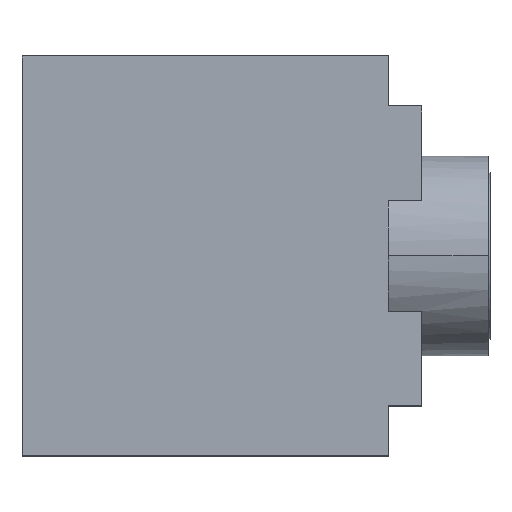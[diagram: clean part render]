
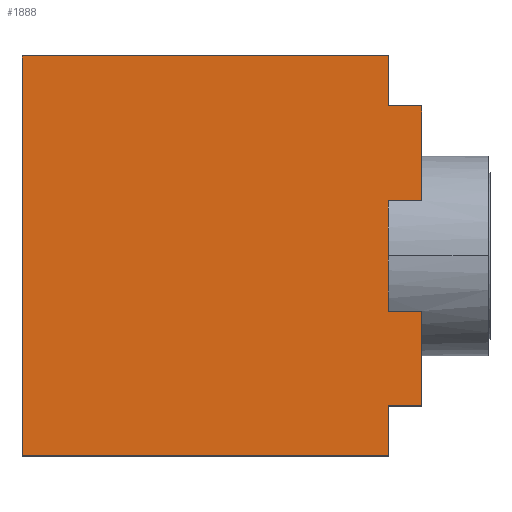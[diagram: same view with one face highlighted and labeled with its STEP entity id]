
A CAD part, top view. The second image highlights one B-rep face of the part: STEP entity #1888.
In plain terms, the highlighted planar face has unit normal (0, 0, 1).
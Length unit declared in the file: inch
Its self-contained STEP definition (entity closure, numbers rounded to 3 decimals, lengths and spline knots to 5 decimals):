
#20 = VERTEX_POINT ( 'NONE', #2066 ) ;
#56 = DIRECTION ( 'NONE',  ( 0., -1., 0. ) ) ;
#71 = VERTEX_POINT ( 'NONE', #801 ) ;
#115 = DIRECTION ( 'NONE',  ( 0., -1., 0. ) ) ;
#130 = VECTOR ( 'NONE', #2037, 39.37008 ) ;
#140 = VECTOR ( 'NONE', #965, 39.37008 ) ;
#215 = EDGE_CURVE ( 'NONE', #71, #698, #1344, .T. ) ;
#220 = EDGE_CURVE ( 'NONE', #523, #1501, #2295, .T. ) ;
#294 = DIRECTION ( 'NONE',  ( 0., -1., 0. ) ) ;
#309 = LINE ( 'NONE', #747, #802 ) ;
#314 = DIRECTION ( 'NONE',  ( 0., -1., 0. ) ) ;
#331 = VECTOR ( 'NONE', #294, 39.37008 ) ;
#401 = VERTEX_POINT ( 'NONE', #2648 ) ;
#426 = PLANE ( 'NONE',  #1128 ) ;
#441 = EDGE_LOOP ( 'NONE', ( #486, #1327, #735, #2469, #533, #2536, #823, #1537, #2738, #1199, #1915, #2712 ) ) ;
#454 = VERTEX_POINT ( 'NONE', #2480 ) ;
#486 = ORIENTED_EDGE ( 'NONE', *, *, #904, .T. ) ;
#523 = VERTEX_POINT ( 'NONE', #2118 ) ;
#533 = ORIENTED_EDGE ( 'NONE', *, *, #1403, .F. ) ;
#552 = DIRECTION ( 'NONE',  ( 1., 0., 0. ) ) ;
#556 = VECTOR ( 'NONE', #716, 39.37008 ) ;
#562 = CARTESIAN_POINT ( 'NONE',  ( -0.07874, 0.17717, 0.09843 ) ) ;
#698 = VERTEX_POINT ( 'NONE', #1134 ) ;
#716 = DIRECTION ( 'NONE',  ( 1., 0., 0. ) ) ;
#728 = VERTEX_POINT ( 'NONE', #2532 ) ;
#735 = ORIENTED_EDGE ( 'NONE', *, *, #2696, .F. ) ;
#747 = CARTESIAN_POINT ( 'NONE',  ( -0.11811, 0.23622, 0.09843 ) ) ;
#801 = CARTESIAN_POINT ( 'NONE',  ( -0.55118, -0.23622, 0.09843 ) ) ;
#802 = VECTOR ( 'NONE', #552, 39.37008 ) ;
#823 = ORIENTED_EDGE ( 'NONE', *, *, #1629, .F. ) ;
#904 = EDGE_CURVE ( 'NONE', #728, #71, #1434, .T. ) ;
#914 = CARTESIAN_POINT ( 'NONE',  ( 0.33407, 0.06529, 0.09843 ) ) ;
#944 = CARTESIAN_POINT ( 'NONE',  ( -0.07874, -0.17717, 0.09843 ) ) ;
#953 = EDGE_CURVE ( 'NONE', #728, #1323, #309, .T. ) ;
#965 = DIRECTION ( 'NONE',  ( -1., 0., 0. ) ) ;
#1029 = VERTEX_POINT ( 'NONE', #1312 ) ;
#1080 = CARTESIAN_POINT ( 'NONE',  ( -0.07874, 0.06529, 0.09843 ) ) ;
#1094 = EDGE_CURVE ( 'NONE', #1164, #401, #2699, .T. ) ;
#1128 = AXIS2_PLACEMENT_3D ( 'NONE', #1329, #1585, #1551 ) ;
#1134 = CARTESIAN_POINT ( 'NONE',  ( -0.11811, -0.23622, 0.09843 ) ) ;
#1142 = CARTESIAN_POINT ( 'NONE',  ( -0.11811, -0.23622, 0.09843 ) ) ;
#1153 = CARTESIAN_POINT ( 'NONE',  ( -0.07874, 0.17717, 0.09843 ) ) ;
#1164 = VERTEX_POINT ( 'NONE', #2725 ) ;
#1176 = CARTESIAN_POINT ( 'NONE',  ( -0.07874, 0.17717, 0.09843 ) ) ;
#1199 = ORIENTED_EDGE ( 'NONE', *, *, #1094, .T. ) ;
#1204 = LINE ( 'NONE', #2324, #2269 ) ;
#1235 = CARTESIAN_POINT ( 'NONE',  ( -0.11811, 0.23622, 0.09843 ) ) ;
#1252 = DIRECTION ( 'NONE',  ( 0., -1., 0. ) ) ;
#1312 = CARTESIAN_POINT ( 'NONE',  ( -0.11811, -0.06529, 0.09843 ) ) ;
#1323 = VERTEX_POINT ( 'NONE', #2348 ) ;
#1327 = ORIENTED_EDGE ( 'NONE', *, *, #215, .T. ) ;
#1329 = CARTESIAN_POINT ( 'NONE',  ( -0.11811, 0.23622, 0.09843 ) ) ;
#1344 = LINE ( 'NONE', #1142, #1956 ) ;
#1403 = EDGE_CURVE ( 'NONE', #454, #523, #2555, .T. ) ;
#1411 = LINE ( 'NONE', #2314, #140 ) ;
#1434 = LINE ( 'NONE', #2152, #331 ) ;
#1501 = VERTEX_POINT ( 'NONE', #2580 ) ;
#1537 = ORIENTED_EDGE ( 'NONE', *, *, #2067, .T. ) ;
#1551 = DIRECTION ( 'NONE',  ( -1., 0., 0. ) ) ;
#1585 = DIRECTION ( 'NONE',  ( 0., 0., -1. ) ) ;
#1629 = EDGE_CURVE ( 'NONE', #20, #1029, #2390, .T. ) ;
#1630 = LINE ( 'NONE', #914, #556 ) ;
#1751 = EDGE_CURVE ( 'NONE', #454, #1029, #1411, .T. ) ;
#1846 = CARTESIAN_POINT ( 'NONE',  ( -0.11811, 0.23622, 0.09843 ) ) ;
#1888 = ADVANCED_FACE ( 'NONE', ( #2049 ), #426, .F. ) ;
#1915 = ORIENTED_EDGE ( 'NONE', *, *, #2455, .F. ) ;
#1923 = VECTOR ( 'NONE', #1252, 39.37008 ) ;
#1938 = VECTOR ( 'NONE', #56, 39.37008 ) ;
#1951 = VECTOR ( 'NONE', #115, 39.37008 ) ;
#1956 = VECTOR ( 'NONE', #2255, 39.37008 ) ;
#2033 = DIRECTION ( 'NONE',  ( -1., 0., 0. ) ) ;
#2037 = DIRECTION ( 'NONE',  ( -1., 0., 0. ) ) ;
#2049 = FACE_OUTER_BOUND ( 'NONE', #441, .T. ) ;
#2066 = CARTESIAN_POINT ( 'NONE',  ( -0.11811, 0.06529, 0.09843 ) ) ;
#2067 = EDGE_CURVE ( 'NONE', #20, #2397, #1630, .T. ) ;
#2118 = CARTESIAN_POINT ( 'NONE',  ( -0.07874, -0.17717, 0.09843 ) ) ;
#2119 = VECTOR ( 'NONE', #2033, 39.37008 ) ;
#2152 = CARTESIAN_POINT ( 'NONE',  ( -0.55118, 0.23622, 0.09843 ) ) ;
#2255 = DIRECTION ( 'NONE',  ( 1., 0., 0. ) ) ;
#2269 = VECTOR ( 'NONE', #314, 39.37008 ) ;
#2295 = LINE ( 'NONE', #944, #130 ) ;
#2314 = CARTESIAN_POINT ( 'NONE',  ( 0.33407, -0.06529, 0.09843 ) ) ;
#2324 = CARTESIAN_POINT ( 'NONE',  ( -0.11811, 0.23622, 0.09843 ) ) ;
#2326 = LINE ( 'NONE', #1846, #2874 ) ;
#2348 = CARTESIAN_POINT ( 'NONE',  ( -0.11811, 0.23622, 0.09843 ) ) ;
#2390 = LINE ( 'NONE', #1235, #1923 ) ;
#2397 = VERTEX_POINT ( 'NONE', #1080 ) ;
#2455 = EDGE_CURVE ( 'NONE', #1323, #401, #1204, .T. ) ;
#2469 = ORIENTED_EDGE ( 'NONE', *, *, #220, .F. ) ;
#2480 = CARTESIAN_POINT ( 'NONE',  ( -0.07874, -0.06529, 0.09843 ) ) ;
#2526 = LINE ( 'NONE', #1176, #1951 ) ;
#2532 = CARTESIAN_POINT ( 'NONE',  ( -0.55118, 0.23622, 0.09843 ) ) ;
#2536 = ORIENTED_EDGE ( 'NONE', *, *, #1751, .T. ) ;
#2555 = LINE ( 'NONE', #562, #1938 ) ;
#2580 = CARTESIAN_POINT ( 'NONE',  ( -0.11811, -0.17717, 0.09843 ) ) ;
#2648 = CARTESIAN_POINT ( 'NONE',  ( -0.11811, 0.17717, 0.09843 ) ) ;
#2659 = EDGE_CURVE ( 'NONE', #1164, #2397, #2526, .T. ) ;
#2696 = EDGE_CURVE ( 'NONE', #1501, #698, #2326, .T. ) ;
#2699 = LINE ( 'NONE', #1153, #2119 ) ;
#2712 = ORIENTED_EDGE ( 'NONE', *, *, #953, .F. ) ;
#2717 = DIRECTION ( 'NONE',  ( 0., -1., 0. ) ) ;
#2725 = CARTESIAN_POINT ( 'NONE',  ( -0.07874, 0.17717, 0.09843 ) ) ;
#2738 = ORIENTED_EDGE ( 'NONE', *, *, #2659, .F. ) ;
#2874 = VECTOR ( 'NONE', #2717, 39.37008 ) ;
